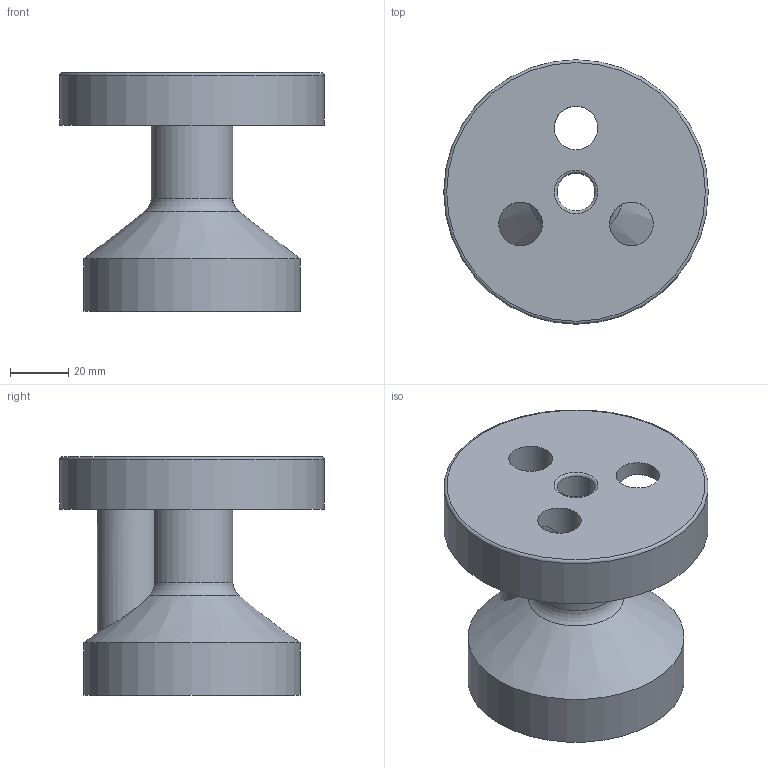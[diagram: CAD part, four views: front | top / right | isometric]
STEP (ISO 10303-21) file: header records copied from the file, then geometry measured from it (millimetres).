
FILE_DESCRIPTION(/* description */ (''),/* implementation_level */ '2;1');
FILE_NAME(/* name */ 'Thing1 v1.step',/* time_stamp */ '2021-02-22T01:38:24-07:00',/* author */ (''),/* organization */ (''),/* preprocessor_version */ 'ST-DEVELOPER v18.1',/* originating_system */ 'Autodesk Translation Framework v9.7.1.1290',/* authorisation */ '');
FILE_SCHEMA (('AUTOMOTIVE_DESIGN { 1 0 10303 214 3 1 1 }'));
Length unit declared in the file: millimetre
Products named in the file (1): Thing1
Bounding box: 90.86 x 90.86 x 82 mm (x, y, z)
Volume: 105500.9 mm3; surface area: 48672 mm2
Topology: 1 solids, 1 shells, 30 faces, 75 edges, 48 vertices
Faces by surface type: cylinder 12, plane 8, torus 7, cone 3
Full cylindrical faces by diameter (mm): 13 x1, 15 x3, 62.35 x1, 70.35 x1, 74.35 x1, 78.86 x1, 86.86 x1, 90.86 x1
Entity records: 1155 total; most frequent: CARTESIAN_POINT 371, DIRECTION 169, ORIENTED_EDGE 150, AXIS2_PLACEMENT_3D 77, EDGE_CURVE 75, VERTEX_POINT 48, CIRCLE 46, EDGE_LOOP 39
